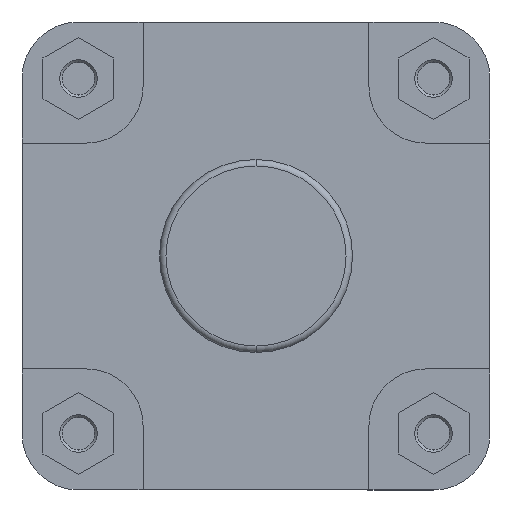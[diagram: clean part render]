
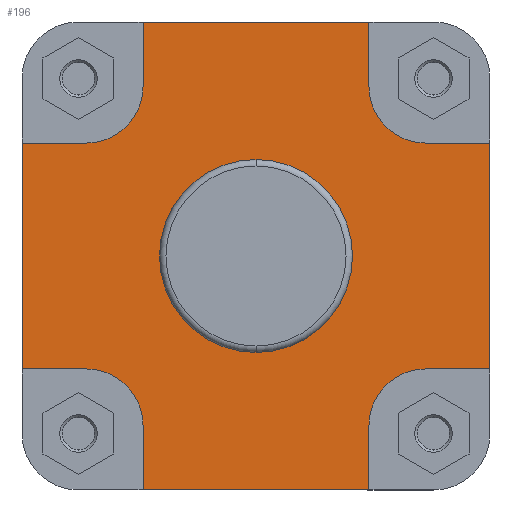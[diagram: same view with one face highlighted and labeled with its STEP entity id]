
A CAD part, left-side view. The second image highlights one B-rep face of the part: STEP entity #196.
In plain terms, the highlighted planar face has unit normal (-1, 0, 0).
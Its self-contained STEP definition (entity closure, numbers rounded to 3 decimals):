
#63 = VERTEX_POINT ( 'NONE', #4350 ) ;
#65 = VERTEX_POINT ( 'NONE', #4368 ) ;
#79 = VERTEX_POINT ( 'NONE', #4380 ) ;
#102 = VERTEX_POINT ( 'NONE', #4403 ) ;
#116 = VERTEX_POINT ( 'NONE', #4417 ) ;
#127 = VERTEX_POINT ( 'NONE', #4428 ) ;
#184 = VERTEX_POINT ( 'NONE', #4485 ) ;
#196 = ADVANCED_FACE ( 'NONE', ( #3561, #3559 ), #4529, .F. ) ;
#646 = CARTESIAN_POINT ( 'NONE',  ( 46., 0., 0. ) ) ;
#647 = DIRECTION ( 'NONE',  ( -1., 0., 0. ) ) ;
#648 = DIRECTION ( 'NONE',  ( 0., 0., 1. ) ) ;
#777 = CARTESIAN_POINT ( 'NONE',  ( 46., 0., 0. ) ) ;
#783 = DIRECTION ( 'NONE',  ( -1., 0., 0. ) ) ;
#784 = DIRECTION ( 'NONE',  ( 0., 0., 1. ) ) ;
#820 = CARTESIAN_POINT ( 'NONE',  ( 46., -52.5, -52.5 ) ) ;
#824 = CARTESIAN_POINT ( 'NONE',  ( 46., -72.5, -35. ) ) ;
#827 = DIRECTION ( 'NONE',  ( -1., 0., 0. ) ) ;
#828 = DIRECTION ( 'NONE',  ( 0., 0., -1. ) ) ;
#829 = CARTESIAN_POINT ( 'NONE',  ( 46., -159.641, -72.5 ) ) ;
#830 = DIRECTION ( 'NONE',  ( 0., 1., 0. ) ) ;
#831 = CARTESIAN_POINT ( 'NONE',  ( 46., -35., -52.5 ) ) ;
#832 = DIRECTION ( 'NONE',  ( 0., -1., 0. ) ) ;
#833 = CARTESIAN_POINT ( 'NONE',  ( 46., -72.5, 0. ) ) ;
#834 = DIRECTION ( 'NONE',  ( 0., 0., -1. ) ) ;
#835 = DIRECTION ( 'NONE',  ( 0., 0., 1. ) ) ;
#836 = CARTESIAN_POINT ( 'NONE',  ( 46., -35., 72.5 ) ) ;
#837 = CARTESIAN_POINT ( 'NONE',  ( 46., -52.5, 35. ) ) ;
#838 = DIRECTION ( 'NONE',  ( 0., -1., 0. ) ) ;
#839 = CARTESIAN_POINT ( 'NONE',  ( 46., -52.5, 52.5 ) ) ;
#840 = DIRECTION ( 'NONE',  ( -1., 0., 0. ) ) ;
#841 = DIRECTION ( 'NONE',  ( 0., 0., -1. ) ) ;
#842 = CARTESIAN_POINT ( 'NONE',  ( 46., -159.641, 72.5 ) ) ;
#843 = DIRECTION ( 'NONE',  ( 0., 0., -1. ) ) ;
#844 = DIRECTION ( 'NONE',  ( 0., -1., 0. ) ) ;
#845 = CARTESIAN_POINT ( 'NONE',  ( 46., 72.5, 35. ) ) ;
#846 = CARTESIAN_POINT ( 'NONE',  ( 46., 35., 52.5 ) ) ;
#847 = DIRECTION ( 'NONE',  ( 0., 0., 1. ) ) ;
#848 = CARTESIAN_POINT ( 'NONE',  ( 46., 52.5, 52.5 ) ) ;
#849 = DIRECTION ( 'NONE',  ( -1., 0., 0. ) ) ;
#850 = DIRECTION ( 'NONE',  ( 0., 0., -1. ) ) ;
#851 = CARTESIAN_POINT ( 'NONE',  ( 46., 72.5, 0. ) ) ;
#852 = DIRECTION ( 'NONE',  ( 0., -1., 0. ) ) ;
#853 = DIRECTION ( 'NONE',  ( 0., 0., 1. ) ) ;
#854 = CARTESIAN_POINT ( 'NONE',  ( 46., 35., -72.5 ) ) ;
#855 = CARTESIAN_POINT ( 'NONE',  ( 46., 52.5, -35. ) ) ;
#856 = DIRECTION ( 'NONE',  ( 0., 1., 0. ) ) ;
#857 = CARTESIAN_POINT ( 'NONE',  ( 46., 52.5, -52.5 ) ) ;
#858 = DIRECTION ( 'NONE',  ( -1., 0., 0. ) ) ;
#859 = DIRECTION ( 'NONE',  ( 0., 0., -1. ) ) ;
#862 = DIRECTION ( 'NONE',  ( 0., 0., 1. ) ) ;
#1611 = CIRCLE ( 'NONE', #5660, 29.9 ) ;
#1710 = CIRCLE ( 'NONE', #5672, 29.9 ) ;
#1723 = LINE ( 'NONE', #831, #1737 ) ;
#1730 = LINE ( 'NONE', #829, #1736 ) ;
#1731 = VECTOR ( 'NONE', #830, 1000. ) ;
#1732 = LINE ( 'NONE', #833, #1739 ) ;
#1734 = LINE ( 'NONE', #824, #1731 ) ;
#1735 = CIRCLE ( 'NONE', #5688, 17.5 ) ;
#1736 = VECTOR ( 'NONE', #832, 1000. ) ;
#1737 = VECTOR ( 'NONE', #834, 1000. ) ;
#1739 = VECTOR ( 'NONE', #835, 1000. ) ;
#1740 = VECTOR ( 'NONE', #843, 1000. ) ;
#1741 = LINE ( 'NONE', #837, #1742 ) ;
#1742 = VECTOR ( 'NONE', #838, 1000. ) ;
#1743 = LINE ( 'NONE', #842, #1746 ) ;
#1744 = LINE ( 'NONE', #836, #1740 ) ;
#1745 = CIRCLE ( 'NONE', #5690, 17.5 ) ;
#1746 = VECTOR ( 'NONE', #844, 1000. ) ;
#1747 = VECTOR ( 'NONE', #852, 1000. ) ;
#1748 = LINE ( 'NONE', #846, #1749 ) ;
#1749 = VECTOR ( 'NONE', #847, 1000. ) ;
#1750 = LINE ( 'NONE', #851, #1753 ) ;
#1751 = LINE ( 'NONE', #845, #1747 ) ;
#1752 = CIRCLE ( 'NONE', #5692, 17.5 ) ;
#1753 = VECTOR ( 'NONE', #853, 1000. ) ;
#1754 = VECTOR ( 'NONE', #862, 1000. ) ;
#1755 = LINE ( 'NONE', #855, #1756 ) ;
#1756 = VECTOR ( 'NONE', #856, 1000. ) ;
#1759 = LINE ( 'NONE', #854, #1754 ) ;
#1760 = CIRCLE ( 'NONE', #5693, 17.5 ) ;
#3164 = ORIENTED_EDGE ( 'NONE', *, *, #6377, .F. ) ;
#3165 = ORIENTED_EDGE ( 'NONE', *, *, #6376, .F. ) ;
#3166 = ORIENTED_EDGE ( 'NONE', *, *, #6375, .F. ) ;
#3167 = ORIENTED_EDGE ( 'NONE', *, *, #6374, .F. ) ;
#3168 = ORIENTED_EDGE ( 'NONE', *, *, #6373, .F. ) ;
#3169 = ORIENTED_EDGE ( 'NONE', *, *, #6372, .F. ) ;
#3170 = ORIENTED_EDGE ( 'NONE', *, *, #6371, .F. ) ;
#3171 = ORIENTED_EDGE ( 'NONE', *, *, #6370, .F. ) ;
#3172 = ORIENTED_EDGE ( 'NONE', *, *, #6369, .F. ) ;
#3173 = ORIENTED_EDGE ( 'NONE', *, *, #6368, .F. ) ;
#3174 = ORIENTED_EDGE ( 'NONE', *, *, #6367, .F. ) ;
#3175 = ORIENTED_EDGE ( 'NONE', *, *, #6366, .T. ) ;
#3176 = ORIENTED_EDGE ( 'NONE', *, *, #6363, .F. ) ;
#3177 = ORIENTED_EDGE ( 'NONE', *, *, #6362, .F. ) ;
#3178 = ORIENTED_EDGE ( 'NONE', *, *, #6365, .F. ) ;
#3179 = ORIENTED_EDGE ( 'NONE', *, *, #6364, .T. ) ;
#3180 = ORIENTED_EDGE ( 'NONE', *, *, #6346, .F. ) ;
#3181 = ORIENTED_EDGE ( 'NONE', *, *, #6286, .F. ) ;
#3559 = FACE_OUTER_BOUND ( 'NONE', #7083, .T. ) ;
#3561 = FACE_BOUND ( 'NONE', #7048, .T. ) ;
#4143 = VERTEX_POINT ( 'NONE', #4711 ) ;
#4144 = VERTEX_POINT ( 'NONE', #4720 ) ;
#4164 = VERTEX_POINT ( 'NONE', #4740 ) ;
#4186 = VERTEX_POINT ( 'NONE', #4762 ) ;
#4189 = VERTEX_POINT ( 'NONE', #4765 ) ;
#4198 = VERTEX_POINT ( 'NONE', #4774 ) ;
#4207 = VERTEX_POINT ( 'NONE', #4783 ) ;
#4251 = VERTEX_POINT ( 'NONE', #4827 ) ;
#4278 = VERTEX_POINT ( 'NONE', #4854 ) ;
#4280 = VERTEX_POINT ( 'NONE', #4856 ) ;
#4309 = VERTEX_POINT ( 'NONE', #4885 ) ;
#4350 = CARTESIAN_POINT ( 'NONE',  ( 46., 72.5, 35. ) ) ;
#4368 = CARTESIAN_POINT ( 'NONE',  ( 46., 52.5, -35. ) ) ;
#4380 = CARTESIAN_POINT ( 'NONE',  ( 46., -72.5, 35. ) ) ;
#4403 = CARTESIAN_POINT ( 'NONE',  ( 46., 35., 72.5 ) ) ;
#4417 = CARTESIAN_POINT ( 'NONE',  ( 46., 72.5, -35. ) ) ;
#4428 = CARTESIAN_POINT ( 'NONE',  ( 46., 35., 52.5 ) ) ;
#4485 = CARTESIAN_POINT ( 'NONE',  ( 46., 52.5, 35. ) ) ;
#4520 = CARTESIAN_POINT ( 'NONE',  ( 46., 29.9, 0. ) ) ;
#4529 = PLANE ( 'NONE',  #6769 ) ;
#4530 = DIRECTION ( 'NONE',  ( 1., 0., 0. ) ) ;
#4531 = DIRECTION ( 'NONE',  ( 0., 0., -1. ) ) ;
#4711 = CARTESIAN_POINT ( 'NONE',  ( 46., -52.5, 35. ) ) ;
#4720 = CARTESIAN_POINT ( 'NONE',  ( 46., 35., -72.5 ) ) ;
#4740 = CARTESIAN_POINT ( 'NONE',  ( 46., -52.5, -35. ) ) ;
#4762 = CARTESIAN_POINT ( 'NONE',  ( 46., -35., -52.5 ) ) ;
#4765 = CARTESIAN_POINT ( 'NONE',  ( 46., -72.5, -35. ) ) ;
#4774 = CARTESIAN_POINT ( 'NONE',  ( 46., 0., 29.9 ) ) ;
#4783 = CARTESIAN_POINT ( 'NONE',  ( 46., 35., -52.5 ) ) ;
#4827 = CARTESIAN_POINT ( 'NONE',  ( 46., 0., -29.9 ) ) ;
#4854 = CARTESIAN_POINT ( 'NONE',  ( 46., -35., 72.5 ) ) ;
#4856 = CARTESIAN_POINT ( 'NONE',  ( 46., -35., -72.5 ) ) ;
#4885 = CARTESIAN_POINT ( 'NONE',  ( 46., -35., 52.5 ) ) ;
#5660 = AXIS2_PLACEMENT_3D ( 'NONE', #646, #647, #648 ) ;
#5672 = AXIS2_PLACEMENT_3D ( 'NONE', #777, #783, #784 ) ;
#5688 = AXIS2_PLACEMENT_3D ( 'NONE', #820, #827, #828 ) ;
#5690 = AXIS2_PLACEMENT_3D ( 'NONE', #839, #840, #841 ) ;
#5692 = AXIS2_PLACEMENT_3D ( 'NONE', #848, #849, #850 ) ;
#5693 = AXIS2_PLACEMENT_3D ( 'NONE', #857, #858, #859 ) ;
#6286 = EDGE_CURVE ( 'NONE', #4198, #4251, #1611, .T. ) ;
#6346 = EDGE_CURVE ( 'NONE', #4251, #4198, #1710, .T. ) ;
#6362 = EDGE_CURVE ( 'NONE', #4164, #4186, #1735, .T. ) ;
#6363 = EDGE_CURVE ( 'NONE', #4189, #4164, #1734, .T. ) ;
#6364 = EDGE_CURVE ( 'NONE', #4144, #4280, #1730, .T. ) ;
#6365 = EDGE_CURVE ( 'NONE', #4186, #4280, #1723, .T. ) ;
#6366 = EDGE_CURVE ( 'NONE', #4189, #79, #1732, .T. ) ;
#6367 = EDGE_CURVE ( 'NONE', #4143, #79, #1741, .T. ) ;
#6368 = EDGE_CURVE ( 'NONE', #4309, #4143, #1745, .T. ) ;
#6369 = EDGE_CURVE ( 'NONE', #4278, #4309, #1744, .T. ) ;
#6370 = EDGE_CURVE ( 'NONE', #102, #4278, #1743, .T. ) ;
#6371 = EDGE_CURVE ( 'NONE', #127, #102, #1748, .T. ) ;
#6372 = EDGE_CURVE ( 'NONE', #184, #127, #1752, .T. ) ;
#6373 = EDGE_CURVE ( 'NONE', #63, #184, #1751, .T. ) ;
#6374 = EDGE_CURVE ( 'NONE', #116, #63, #1750, .T. ) ;
#6375 = EDGE_CURVE ( 'NONE', #65, #116, #1755, .T. ) ;
#6376 = EDGE_CURVE ( 'NONE', #4207, #65, #1760, .T. ) ;
#6377 = EDGE_CURVE ( 'NONE', #4144, #4207, #1759, .T. ) ;
#6769 = AXIS2_PLACEMENT_3D ( 'NONE', #4520, #4530, #4531 ) ;
#7048 = EDGE_LOOP ( 'NONE', ( #3181, #3180 ) ) ;
#7083 = EDGE_LOOP ( 'NONE', ( #3179, #3178, #3177, #3176, #3175, #3174, #3173, #3172, #3171, #3170, #3169, #3168, #3167, #3166, #3165, #3164 ) ) ;
